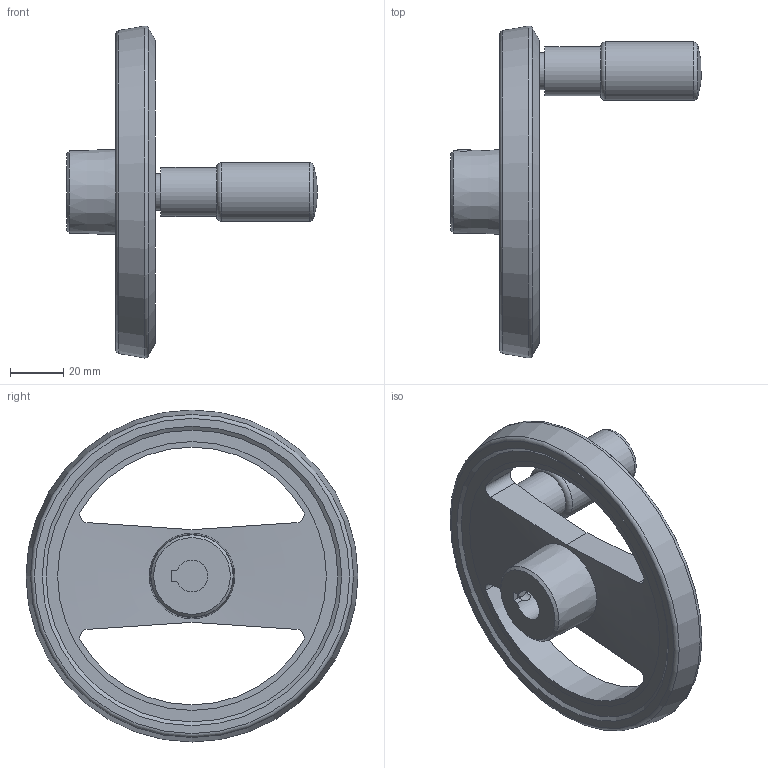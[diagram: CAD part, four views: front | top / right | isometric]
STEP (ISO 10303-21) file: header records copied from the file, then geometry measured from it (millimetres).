
FILE_DESCRIPTION(/* description */ ('STEP AP214'),/* implementation_level */ '2;1');
FILE_NAME(/* name */ 'Handwheel VZH-40-125-R-2',/* time_stamp */ '2023-03-01T14:01:52+01:00',/* author */ ('License CC BY-ND 4.0'),/* organization */ ('CADENAS'),/* preprocessor_version */ 'ST-DEVELOPER v18.102',/* originating_system */ 'PARTsolutions',/* authorisation */ ' ');
FILE_SCHEMA (('AUTOMOTIVE_DESIGN {1 0 10303 214 3 1 1}'));
Length unit declared in the file: millimetre
Products named in the file (1): Handwheel VZH-40-125-R-2
Bounding box: 94.5 x 125 x 125 mm (x, y, z)
Volume: 133921 mm3; surface area: 34466.2 mm2
Topology: 1 solids, 1 shells, 58 faces, 137 edges, 87 vertices
Faces by surface type: plane 28, cylinder 15, torus 7, cone 7, sphere 1
Full cylindrical faces by diameter (mm): 6 x2, 14 x1, 14.2 x1, 18.5 x1, 22 x1, 23 x1, 25 x1
Entity records: 1953 total; most frequent: CARTESIAN_POINT 341, DIRECTION 238, ORIENTED_EDGE 208, EDGE_CURVE 104, AXIS2_PLACEMENT_3D 96, EDGE_LOOP 93, FACE_BOUND 93, VERTEX_POINT 79
